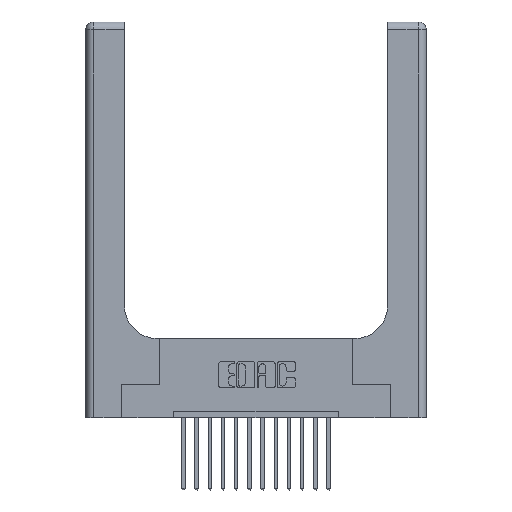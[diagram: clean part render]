
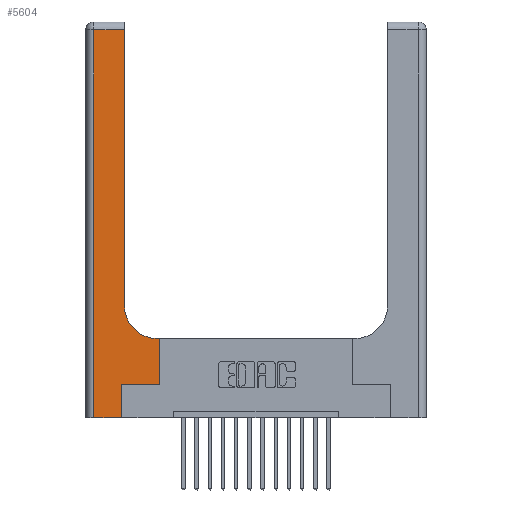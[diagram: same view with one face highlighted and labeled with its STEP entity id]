
A CAD part, top view. The second image highlights one B-rep face of the part: STEP entity #5604.
In plain terms, the highlighted planar face has unit normal (0, 0, 1).
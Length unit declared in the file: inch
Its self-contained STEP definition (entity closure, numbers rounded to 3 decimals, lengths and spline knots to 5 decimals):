
#77 = ORIENTED_EDGE ( 'NONE', *, *, #17901, .T. ) ;
#381 = PLANE ( 'NONE',  #3888 ) ;
#710 = CARTESIAN_POINT ( 'NONE',  ( 0.2915, 0.6, 0.37 ) ) ;
#826 = CARTESIAN_POINT ( 'NONE',  ( 0.2915, 0.85, 0.37 ) ) ;
#1297 = VECTOR ( 'NONE', #13685, 39.37008 ) ;
#2165 = FACE_OUTER_BOUND ( 'NONE', #10326, .T. ) ;
#2216 = VERTEX_POINT ( 'NONE', #6123 ) ;
#2385 = VECTOR ( 'NONE', #15472, 39.37008 ) ;
#2517 = VERTEX_POINT ( 'NONE', #9486 ) ;
#2627 = ORIENTED_EDGE ( 'NONE', *, *, #11853, .T. ) ;
#2899 = VERTEX_POINT ( 'NONE', #16173 ) ;
#3003 = CARTESIAN_POINT ( 'NONE',  ( 0.5585, 0.6, 0.37 ) ) ;
#3005 = LINE ( 'NONE', #6899, #9841 ) ;
#3316 = VERTEX_POINT ( 'NONE', #4534 ) ;
#3633 = VECTOR ( 'NONE', #15160, 39.37008 ) ;
#3687 = LINE ( 'NONE', #710, #15390 ) ;
#3745 = CARTESIAN_POINT ( 'NONE',  ( 0., 0., 0.37 ) ) ;
#3888 = AXIS2_PLACEMENT_3D ( 'NONE', #11647, #6270, #12240 ) ;
#4534 = CARTESIAN_POINT ( 'NONE',  ( 0.5585, 0.25, 0.37 ) ) ;
#4651 = VECTOR ( 'NONE', #11881, 39.37008 ) ;
#4816 = LINE ( 'NONE', #14669, #17174 ) ;
#5014 = VERTEX_POINT ( 'NONE', #9899 ) ;
#5073 = LINE ( 'NONE', #16059, #4651 ) ;
#5306 = VERTEX_POINT ( 'NONE', #11654 ) ;
#5354 = EDGE_CURVE ( 'NONE', #5014, #8563, #15626, .T. ) ;
#5604 = ADVANCED_FACE ( 'NONE', ( #2165 ), #381, .F. ) ;
#5733 = LINE ( 'NONE', #16506, #1297 ) ;
#5756 = DIRECTION ( 'NONE',  ( -1., 0., 0. ) ) ;
#5781 = ORIENTED_EDGE ( 'NONE', *, *, #7517, .T. ) ;
#6123 = CARTESIAN_POINT ( 'NONE',  ( 0.269, 0.25, 0.37 ) ) ;
#6140 = LINE ( 'NONE', #18196, #2385 ) ;
#6270 = DIRECTION ( 'NONE',  ( 0., 0., -1. ) ) ;
#6389 = EDGE_CURVE ( 'NONE', #13895, #5014, #3687, .T. ) ;
#6823 = DIRECTION ( 'NONE',  ( 0., 0., -1. ) ) ;
#6899 = CARTESIAN_POINT ( 'NONE',  ( 0., 2.94, 0.37 ) ) ;
#7517 = EDGE_CURVE ( 'NONE', #12053, #5306, #3005, .T. ) ;
#8156 = CARTESIAN_POINT ( 'NONE',  ( 0.5585, 0.25, 0.37 ) ) ;
#8206 = ORIENTED_EDGE ( 'NONE', *, *, #18193, .T. ) ;
#8563 = VERTEX_POINT ( 'NONE', #826 ) ;
#9476 = DIRECTION ( 'NONE',  ( 1., 0., 0. ) ) ;
#9486 = CARTESIAN_POINT ( 'NONE',  ( 0.269, 0., 0.37 ) ) ;
#9653 = VECTOR ( 'NONE', #16414, 39.37008 ) ;
#9841 = VECTOR ( 'NONE', #12384, 39.37008 ) ;
#9899 = CARTESIAN_POINT ( 'NONE',  ( 0.5415, 0.6, 0.37 ) ) ;
#10316 = DIRECTION ( 'NONE',  ( 1., 0., 0. ) ) ;
#10326 = EDGE_LOOP ( 'NONE', ( #16329, #5781, #8206, #13581, #2627, #77, #15240, #11261, #13822 ) ) ;
#11195 = EDGE_CURVE ( 'NONE', #8563, #12053, #5073, .T. ) ;
#11261 = ORIENTED_EDGE ( 'NONE', *, *, #6389, .T. ) ;
#11647 = CARTESIAN_POINT ( 'NONE',  ( 0., 3., 0.37 ) ) ;
#11654 = CARTESIAN_POINT ( 'NONE',  ( 0.06, 2.94, 0.37 ) ) ;
#11853 = EDGE_CURVE ( 'NONE', #2517, #2216, #5733, .T. ) ;
#11881 = DIRECTION ( 'NONE',  ( 0., 1., 0. ) ) ;
#12053 = VERTEX_POINT ( 'NONE', #15468 ) ;
#12240 = DIRECTION ( 'NONE',  ( -1., 0., 0. ) ) ;
#12384 = DIRECTION ( 'NONE',  ( -1., 0., 0. ) ) ;
#12429 = AXIS2_PLACEMENT_3D ( 'NONE', #15321, #6823, #9476 ) ;
#13581 = ORIENTED_EDGE ( 'NONE', *, *, #14040, .T. ) ;
#13685 = DIRECTION ( 'NONE',  ( 0., 1., 0. ) ) ;
#13822 = ORIENTED_EDGE ( 'NONE', *, *, #5354, .T. ) ;
#13895 = VERTEX_POINT ( 'NONE', #3003 ) ;
#14040 = EDGE_CURVE ( 'NONE', #2899, #2517, #16836, .T. ) ;
#14669 = CARTESIAN_POINT ( 'NONE',  ( 0.269, 0.25, 0.37 ) ) ;
#15160 = DIRECTION ( 'NONE',  ( 1., 0., 0. ) ) ;
#15240 = ORIENTED_EDGE ( 'NONE', *, *, #18016, .T. ) ;
#15321 = CARTESIAN_POINT ( 'NONE',  ( 0.5415, 0.85, 0.37 ) ) ;
#15390 = VECTOR ( 'NONE', #5756, 39.37008 ) ;
#15468 = CARTESIAN_POINT ( 'NONE',  ( 0.2915, 2.94, 0.37 ) ) ;
#15472 = DIRECTION ( 'NONE',  ( 0., -1., 0. ) ) ;
#15626 = CIRCLE ( 'NONE', #12429, 0.25 ) ;
#16059 = CARTESIAN_POINT ( 'NONE',  ( 0.2915, 3., 0.37 ) ) ;
#16173 = CARTESIAN_POINT ( 'NONE',  ( 0.06, 0., 0.37 ) ) ;
#16329 = ORIENTED_EDGE ( 'NONE', *, *, #11195, .T. ) ;
#16414 = DIRECTION ( 'NONE',  ( 0., 1., 0. ) ) ;
#16506 = CARTESIAN_POINT ( 'NONE',  ( 0.269, 0., 0.37 ) ) ;
#16836 = LINE ( 'NONE', #3745, #3633 ) ;
#17174 = VECTOR ( 'NONE', #10316, 39.37008 ) ;
#17384 = LINE ( 'NONE', #8156, #9653 ) ;
#17901 = EDGE_CURVE ( 'NONE', #2216, #3316, #4816, .T. ) ;
#18016 = EDGE_CURVE ( 'NONE', #3316, #13895, #17384, .T. ) ;
#18193 = EDGE_CURVE ( 'NONE', #5306, #2899, #6140, .T. ) ;
#18196 = CARTESIAN_POINT ( 'NONE',  ( 0.06, 3., 0.37 ) ) ;
